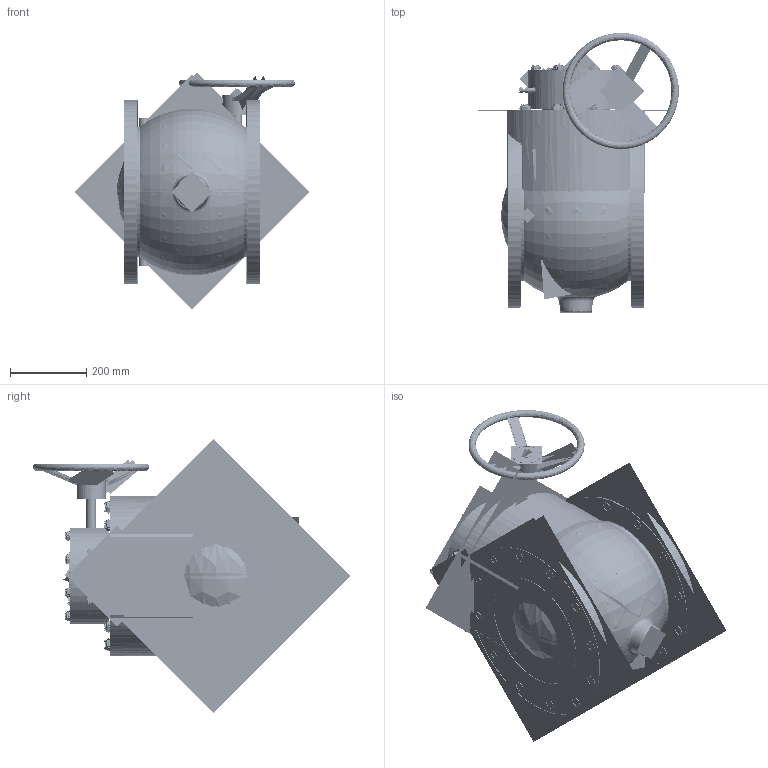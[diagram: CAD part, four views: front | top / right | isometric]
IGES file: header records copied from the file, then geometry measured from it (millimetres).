
Start section:  PTC IGES file: plug_flxfl-12in-handwheel_asm.igs
Global section: file name: plug_flxfl-12in-handwheel_asm.igs; native system: Creo Parametric by Parametric Technology Corporation; preprocessor: 2013050; author: HAPPY; organization: Unknown; date: 20170128.152547; units: inch
Bounding box: 616.75 x 834.73 x 721.25 mm (x, y, z)
Volume: 39255895.5 mm3; surface area: 15953494.4 mm2
Topology: 71 solids, 71 shells, 3380 faces, 16661 edges, 21087 vertices
Faces by surface type: revolution 2056, bspline 1218, extrusion 106
